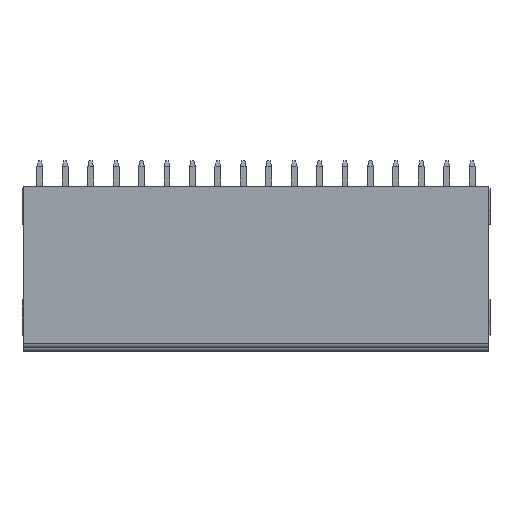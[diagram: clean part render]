
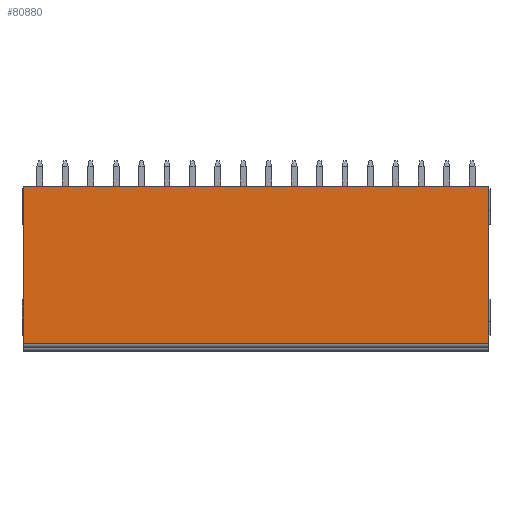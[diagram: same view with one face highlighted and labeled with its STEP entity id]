
A CAD part, top view. The second image highlights one B-rep face of the part: STEP entity #80880.
In plain terms, the highlighted planar face has unit normal (0, 0, 1).
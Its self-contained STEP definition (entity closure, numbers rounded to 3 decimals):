
#28907=DIRECTION('',(-1.,0.,0.));
#28908=VECTOR('',#28907,64.1);
#28909=CARTESIAN_POINT('',(-0.15,-10.3,9.2));
#28910=LINE('',#28909,#28908);
#28916=DIRECTION('',(0.,-1.,0.));
#28917=VECTOR('',#28916,21.7);
#28918=CARTESIAN_POINT('',(-64.25,11.4,9.2));
#28919=LINE('',#28918,#28917);
#28920=DIRECTION('',(-1.,0.,0.));
#28921=VECTOR('',#28920,64.1);
#28922=CARTESIAN_POINT('',(-0.15,11.4,9.2));
#28923=LINE('',#28922,#28921);
#28924=DIRECTION('',(0.,-1.,0.));
#28925=VECTOR('',#28924,21.7);
#28926=CARTESIAN_POINT('',(-0.15,11.4,9.2));
#28927=LINE('',#28926,#28925);
#35660=CARTESIAN_POINT('',(-0.15,11.4,9.2));
#35661=VERTEX_POINT('',#35660);
#35662=CARTESIAN_POINT('',(-0.15,-10.3,9.2));
#35663=VERTEX_POINT('',#35662);
#40364=CARTESIAN_POINT('',(-64.25,11.4,9.2));
#40365=VERTEX_POINT('',#40364);
#40366=CARTESIAN_POINT('',(-64.25,-10.3,9.2));
#40367=VERTEX_POINT('',#40366);
#80868=CARTESIAN_POINT('',(0.,11.4,9.2));
#80869=DIRECTION('',(0.,0.,1.));
#80870=DIRECTION('',(0.,-1.,0.));
#80871=AXIS2_PLACEMENT_3D('',#80868,#80869,#80870);
#80872=PLANE('',#80871);
#80873=ORIENTED_EDGE('',*,*,#60501,.F.);
#80875=ORIENTED_EDGE('',*,*,#80874,.F.);
#80876=ORIENTED_EDGE('',*,*,#80657,.T.);
#80877=ORIENTED_EDGE('',*,*,#80861,.T.);
#80878=EDGE_LOOP('',(#80873,#80875,#80876,#80877));
#80879=FACE_OUTER_BOUND('',#80878,.F.);
#80880=ADVANCED_FACE('',(#80879),#80872,.T.);
#60501=EDGE_CURVE('',#40365,#40367,#28919,.T.);
#80657=EDGE_CURVE('',#35661,#35663,#28927,.T.);
#80861=EDGE_CURVE('',#35663,#40367,#28910,.T.);
#80874=EDGE_CURVE('',#35661,#40365,#28923,.T.);
